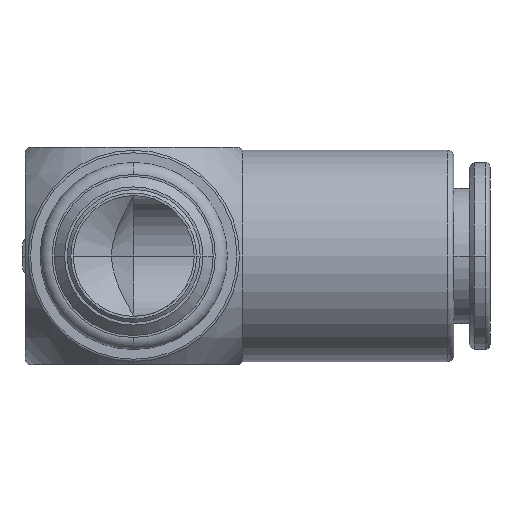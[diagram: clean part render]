
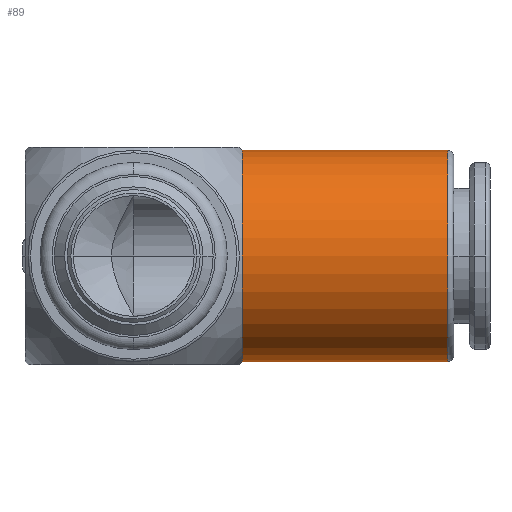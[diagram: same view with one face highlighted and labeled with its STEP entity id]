
A CAD part, front view. The second image highlights one B-rep face of the part: STEP entity #89.
In plain terms, the highlighted cylindrical face has radius 8.75 mm (diameter 17.5 mm), a partial arc.
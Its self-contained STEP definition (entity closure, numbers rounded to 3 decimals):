
#89=ADVANCED_FACE('',(#234),#235,.T.);
#234=FACE_OUTER_BOUND('',#444,.T.);
#235=CYLINDRICAL_SURFACE('',#445,8.75);
#444=EDGE_LOOP('',(#884,#885,#886,#887,#888));
#445=AXIS2_PLACEMENT_3D('',#889,#890,#891);
#884=ORIENTED_EDGE('',*,*,#1403,.T.);
#885=ORIENTED_EDGE('',*,*,#1446,.F.);
#886=ORIENTED_EDGE('',*,*,#1447,.F.);
#887=ORIENTED_EDGE('',*,*,#1404,.T.);
#888=ORIENTED_EDGE('',*,*,#1448,.F.);
#889=CARTESIAN_POINT('',(13.25,22.6,0.0));
#890=DIRECTION('',(1.0,0.0,0.0));
#891=DIRECTION('',(0.0,0.0,-1.0));
#1403=EDGE_CURVE('',#1647,#1700,#1708,.T.);
#1404=EDGE_CURVE('',#1703,#1661,#1709,.T.);
#1446=EDGE_CURVE('',#1776,#1700,#1777,.T.);
#1447=EDGE_CURVE('',#1703,#1776,#1778,.T.);
#1448=EDGE_CURVE('',#1647,#1661,#1779,.T.);
#1647=VERTEX_POINT('',#2035);
#1661=VERTEX_POINT('',#2049);
#1700=VERTEX_POINT('',#2140);
#1703=VERTEX_POINT('',#2143);
#1708=LINE('',#2148,#2149);
#1709=LINE('',#2150,#2151);
#1776=VERTEX_POINT('',#2280);
#1777=CIRCLE('',#2281,8.75);
#1778=CIRCLE('',#2282,8.75);
#1779=CIRCLE('',#2283,8.75);
#2035=CARTESIAN_POINT('',(8.998,22.6,-8.75));
#2049=CARTESIAN_POINT('',(8.998,22.6,8.75));
#2140=CARTESIAN_POINT('',(26.0,22.6,-8.75));
#2143=CARTESIAN_POINT('',(26.0,22.6,8.75));
#2148=CARTESIAN_POINT('',(13.25,22.6,-8.75));
#2149=VECTOR('',#2844,1.0);
#2150=CARTESIAN_POINT('',(13.25,22.6,8.75));
#2151=VECTOR('',#2845,1.0);
#2280=CARTESIAN_POINT('',(26.0,13.85,0.0));
#2281=AXIS2_PLACEMENT_3D('',#2939,#2940,#2941);
#2282=AXIS2_PLACEMENT_3D('',#2942,#2943,#2944);
#2283=AXIS2_PLACEMENT_3D('',#2945,#2946,#2947);
#2844=DIRECTION('',(1.0,0.0,0.0));
#2845=DIRECTION('',(-1.0,-0.0,-0.0));
#2939=CARTESIAN_POINT('',(26.0,22.6,0.0));
#2940=DIRECTION('',(1.0,0.0,0.0));
#2941=DIRECTION('',(0.0,0.0,-1.0));
#2942=CARTESIAN_POINT('',(26.0,22.6,0.0));
#2943=DIRECTION('',(1.0,0.0,0.0));
#2944=DIRECTION('',(0.0,0.0,-1.0));
#2945=CARTESIAN_POINT('',(8.998,22.6,0.0));
#2946=DIRECTION('',(-1.0,-0.0,-0.0));
#2947=DIRECTION('',(0.0,0.0,-1.0));
